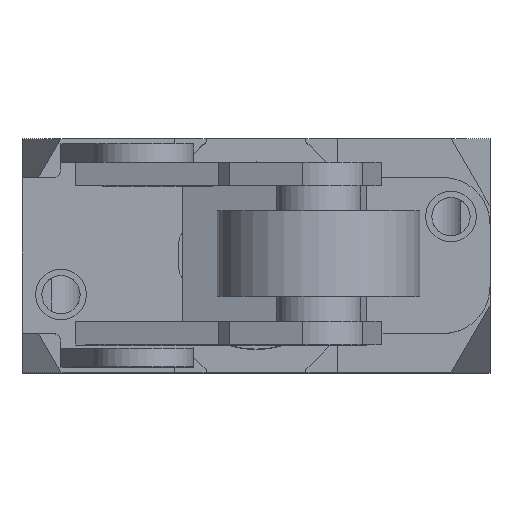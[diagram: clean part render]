
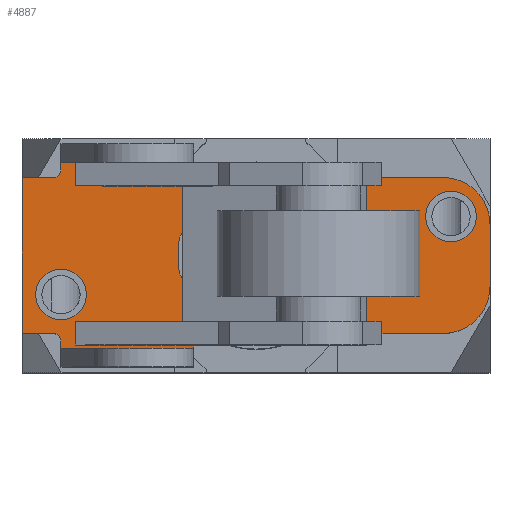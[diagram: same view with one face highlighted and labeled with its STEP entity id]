
A CAD part, top view. The second image highlights one B-rep face of the part: STEP entity #4887.
In plain terms, the highlighted planar face has unit normal (0, 0, 1).
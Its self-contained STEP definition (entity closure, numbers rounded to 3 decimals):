
#131=FACE_BOUND('',#784,.T.);
#132=FACE_BOUND('',#785,.T.);
#133=FACE_BOUND('',#786,.T.);
#482=FACE_OUTER_BOUND('',#783,.T.);
#783=EDGE_LOOP('',(#4041,#4042,#4043,#4044,#4045,#4046,#4047,#4048,#4049,
#4050,#4051,#4052,#4053,#4054,#4055,#4056));
#784=EDGE_LOOP('',(#4057));
#785=EDGE_LOOP('',(#4058));
#786=EDGE_LOOP('',(#4059,#4060,#4061,#4062,#4063,#4064,#4065,#4066));
#901=CIRCLE('',#5142,3.);
#913=CIRCLE('',#5157,3.);
#914=CIRCLE('',#5160,0.5);
#915=CIRCLE('',#5163,0.95);
#916=CIRCLE('',#5167,0.95);
#917=CIRCLE('',#5168,0.5);
#918=CIRCLE('',#5169,1.625);
#919=CIRCLE('',#5170,1.625);
#920=CIRCLE('',#5171,2.);
#921=CIRCLE('',#5172,2.);
#922=CIRCLE('',#5173,2.);
#923=CIRCLE('',#5174,2.);
#1284=LINE('',#8360,#1752);
#1302=LINE('',#8421,#1770);
#1307=LINE('',#8432,#1775);
#1310=LINE('',#8440,#1778);
#1311=LINE('',#8443,#1779);
#1313=LINE('',#8447,#1781);
#1314=LINE('',#8451,#1782);
#1315=LINE('',#8453,#1783);
#1316=LINE('',#8456,#1784);
#1317=LINE('',#8457,#1785);
#1318=LINE('',#8464,#1786);
#1319=LINE('',#8468,#1787);
#1320=LINE('',#8472,#1788);
#1321=LINE('',#8476,#1789);
#1752=VECTOR('',#5988,4.);
#1770=VECTOR('',#6036,2.);
#1775=VECTOR('',#6047,0.45);
#1778=VECTOR('',#6056,15.05);
#1779=VECTOR('',#6059,10.);
#1781=VECTOR('',#6063,15.05);
#1782=VECTOR('',#6066,8.5);
#1783=VECTOR('',#6067,0.45);
#1784=VECTOR('',#6070,2.);
#1785=VECTOR('',#6071,8.5);
#1786=VECTOR('',#6076,1.);
#1787=VECTOR('',#6079,4.);
#1788=VECTOR('',#6082,1.);
#1789=VECTOR('',#6085,4.);
#2214=VERTEX_POINT('',#8350);
#2215=VERTEX_POINT('',#8352);
#2217=VERTEX_POINT('',#8358);
#2243=VERTEX_POINT('',#8414);
#2244=VERTEX_POINT('',#8418);
#2245=VERTEX_POINT('',#8420);
#2246=VERTEX_POINT('',#8424);
#2248=VERTEX_POINT('',#8430);
#2249=VERTEX_POINT('',#8434);
#2250=VERTEX_POINT('',#8436);
#2251=VERTEX_POINT('',#8442);
#2252=VERTEX_POINT('',#8446);
#2253=VERTEX_POINT('',#8448);
#2254=VERTEX_POINT('',#8450);
#2255=VERTEX_POINT('',#8452);
#2256=VERTEX_POINT('',#8454);
#2257=VERTEX_POINT('',#8458);
#2258=VERTEX_POINT('',#8460);
#2259=VERTEX_POINT('',#8462);
#2260=VERTEX_POINT('',#8463);
#2261=VERTEX_POINT('',#8465);
#2262=VERTEX_POINT('',#8467);
#2263=VERTEX_POINT('',#8469);
#2264=VERTEX_POINT('',#8471);
#2265=VERTEX_POINT('',#8473);
#2266=VERTEX_POINT('',#8475);
#2822=EDGE_CURVE('',#2214,#2215,#901,.T.);
#2826=EDGE_CURVE('',#2217,#2214,#1284,.T.);
#2853=EDGE_CURVE('',#2243,#2217,#913,.T.);
#2856=EDGE_CURVE('',#2245,#2244,#1302,.T.);
#2859=EDGE_CURVE('',#2244,#2246,#914,.T.);
#2862=EDGE_CURVE('',#2246,#2248,#1307,.T.);
#2864=EDGE_CURVE('',#2250,#2249,#915,.T.);
#2866=EDGE_CURVE('',#2249,#2215,#1310,.T.);
#2867=EDGE_CURVE('',#2245,#2251,#1311,.T.);
#2869=EDGE_CURVE('',#2243,#2252,#1313,.T.);
#2870=EDGE_CURVE('',#2252,#2253,#916,.T.);
#2871=EDGE_CURVE('',#2253,#2254,#1314,.T.);
#2872=EDGE_CURVE('',#2254,#2255,#1315,.T.);
#2873=EDGE_CURVE('',#2255,#2256,#917,.T.);
#2874=EDGE_CURVE('',#2256,#2251,#1316,.T.);
#2875=EDGE_CURVE('',#2248,#2250,#1317,.T.);
#2876=EDGE_CURVE('',#2257,#2257,#918,.T.);
#2877=EDGE_CURVE('',#2258,#2258,#919,.T.);
#2878=EDGE_CURVE('',#2259,#2260,#1318,.T.);
#2879=EDGE_CURVE('',#2260,#2261,#920,.T.);
#2880=EDGE_CURVE('',#2261,#2262,#1319,.T.);
#2881=EDGE_CURVE('',#2262,#2263,#921,.T.);
#2882=EDGE_CURVE('',#2263,#2264,#1320,.T.);
#2883=EDGE_CURVE('',#2264,#2265,#922,.T.);
#2884=EDGE_CURVE('',#2265,#2266,#1321,.T.);
#2885=EDGE_CURVE('',#2266,#2259,#923,.T.);
#4041=ORIENTED_EDGE('',*,*,#2822,.F.);
#4042=ORIENTED_EDGE('',*,*,#2826,.F.);
#4043=ORIENTED_EDGE('',*,*,#2853,.F.);
#4044=ORIENTED_EDGE('',*,*,#2869,.T.);
#4045=ORIENTED_EDGE('',*,*,#2870,.T.);
#4046=ORIENTED_EDGE('',*,*,#2871,.T.);
#4047=ORIENTED_EDGE('',*,*,#2872,.T.);
#4048=ORIENTED_EDGE('',*,*,#2873,.T.);
#4049=ORIENTED_EDGE('',*,*,#2874,.T.);
#4050=ORIENTED_EDGE('',*,*,#2867,.F.);
#4051=ORIENTED_EDGE('',*,*,#2856,.T.);
#4052=ORIENTED_EDGE('',*,*,#2859,.T.);
#4053=ORIENTED_EDGE('',*,*,#2862,.T.);
#4054=ORIENTED_EDGE('',*,*,#2875,.T.);
#4055=ORIENTED_EDGE('',*,*,#2864,.T.);
#4056=ORIENTED_EDGE('',*,*,#2866,.T.);
#4057=ORIENTED_EDGE('',*,*,#2876,.T.);
#4058=ORIENTED_EDGE('',*,*,#2877,.T.);
#4059=ORIENTED_EDGE('',*,*,#2878,.T.);
#4060=ORIENTED_EDGE('',*,*,#2879,.T.);
#4061=ORIENTED_EDGE('',*,*,#2880,.T.);
#4062=ORIENTED_EDGE('',*,*,#2881,.T.);
#4063=ORIENTED_EDGE('',*,*,#2882,.T.);
#4064=ORIENTED_EDGE('',*,*,#2883,.T.);
#4065=ORIENTED_EDGE('',*,*,#2884,.T.);
#4066=ORIENTED_EDGE('',*,*,#2885,.T.);
#4448=PLANE('',#5166);
#4887=ADVANCED_FACE('',(#482,#131,#132,#133),#4448,.T.);
#5142=AXIS2_PLACEMENT_3D('',#8353,#5981,#5982);
#5157=AXIS2_PLACEMENT_3D('',#8415,#6030,#6031);
#5160=AXIS2_PLACEMENT_3D('',#8426,#6041,#6042);
#5163=AXIS2_PLACEMENT_3D('',#8437,#6051,#6052);
#5166=AXIS2_PLACEMENT_3D('',#8445,#6061,#6062);
#5167=AXIS2_PLACEMENT_3D('',#8449,#6064,#6065);
#5168=AXIS2_PLACEMENT_3D('',#8455,#6068,#6069);
#5169=AXIS2_PLACEMENT_3D('',#8459,#6072,#6073);
#5170=AXIS2_PLACEMENT_3D('',#8461,#6074,#6075);
#5171=AXIS2_PLACEMENT_3D('',#8466,#6077,#6078);
#5172=AXIS2_PLACEMENT_3D('',#8470,#6080,#6081);
#5173=AXIS2_PLACEMENT_3D('',#8474,#6083,#6084);
#5174=AXIS2_PLACEMENT_3D('',#8477,#6086,#6087);
#5981=DIRECTION('center_axis',(0.,0.,-1.));
#5982=DIRECTION('ref_axis',(-0.707,0.707,0.));
#5988=DIRECTION('',(0.,1.,0.));
#6030=DIRECTION('center_axis',(0.,0.,-1.));
#6031=DIRECTION('ref_axis',(-0.707,-0.707,0.));
#6036=DIRECTION('',(-1.,0.,0.));
#6041=DIRECTION('center_axis',(0.,0.,-1.));
#6042=DIRECTION('ref_axis',(0.,-1.,0.));
#6047=DIRECTION('',(0.,1.,0.));
#6051=DIRECTION('center_axis',(0.,0.,-1.));
#6052=DIRECTION('ref_axis',(1.,0.,0.));
#6056=DIRECTION('',(-1.,0.,0.));
#6059=DIRECTION('',(0.,-1.,0.));
#6061=DIRECTION('center_axis',(0.,0.,1.));
#6062=DIRECTION('ref_axis',(1.,0.,0.));
#6063=DIRECTION('',(1.,0.,0.));
#6064=DIRECTION('center_axis',(0.,0.,-1.));
#6065=DIRECTION('ref_axis',(1.,0.,0.));
#6066=DIRECTION('',(1.,0.,0.));
#6067=DIRECTION('',(0.,1.,0.));
#6068=DIRECTION('center_axis',(0.,0.,-1.));
#6069=DIRECTION('ref_axis',(0.,1.,0.));
#6070=DIRECTION('',(1.,0.,0.));
#6071=DIRECTION('',(-1.,0.,0.));
#6072=DIRECTION('center_axis',(0.,0.,-1.));
#6073=DIRECTION('ref_axis',(1.,0.,0.));
#6074=DIRECTION('center_axis',(0.,0.,-1.));
#6075=DIRECTION('ref_axis',(1.,0.,0.));
#6076=DIRECTION('',(0.,-1.,0.));
#6077=DIRECTION('center_axis',(0.,0.,-1.));
#6078=DIRECTION('ref_axis',(0.,1.,0.));
#6079=DIRECTION('',(-1.,0.,0.));
#6080=DIRECTION('center_axis',(0.,0.,-1.));
#6081=DIRECTION('ref_axis',(1.,0.,0.));
#6082=DIRECTION('',(0.,1.,0.));
#6083=DIRECTION('center_axis',(0.,0.,-1.));
#6084=DIRECTION('ref_axis',(0.,-1.,0.));
#6085=DIRECTION('',(1.,0.,0.));
#6086=DIRECTION('center_axis',(0.,0.,-1.));
#6087=DIRECTION('ref_axis',(-1.,0.,0.));
#8350=CARTESIAN_POINT('',(-15.,2.,1.2));
#8352=CARTESIAN_POINT('',(-12.,5.,1.2));
#8353=CARTESIAN_POINT('Origin',(-12.,2.,1.2));
#8358=CARTESIAN_POINT('',(-15.,-2.,1.2));
#8360=CARTESIAN_POINT('',(-15.,7.15,1.2));
#8414=CARTESIAN_POINT('',(-12.,-5.,1.2));
#8415=CARTESIAN_POINT('Origin',(-12.,-2.,1.2));
#8418=CARTESIAN_POINT('',(13.,5.,1.2));
#8420=CARTESIAN_POINT('',(15.,5.,1.2));
#8421=CARTESIAN_POINT('',(7.5,5.,1.2));
#8424=CARTESIAN_POINT('',(12.5,5.5,1.2));
#8426=CARTESIAN_POINT('Origin',(13.,5.5,1.2));
#8430=CARTESIAN_POINT('',(12.5,5.95,1.2));
#8432=CARTESIAN_POINT('',(12.5,2.75,1.2));
#8434=CARTESIAN_POINT('',(3.05,5.,1.2));
#8436=CARTESIAN_POINT('',(4.,5.95,1.2));
#8437=CARTESIAN_POINT('Origin',(3.05,5.95,1.2));
#8440=CARTESIAN_POINT('',(1.525,5.,1.2));
#8442=CARTESIAN_POINT('',(15.,-5.,1.2));
#8443=CARTESIAN_POINT('',(15.,-7.15,1.2));
#8445=CARTESIAN_POINT('Origin',(0.,0.,
1.2));
#8446=CARTESIAN_POINT('',(3.05,-5.,1.2));
#8447=CARTESIAN_POINT('',(1.525,-5.,1.2));
#8448=CARTESIAN_POINT('',(4.,-5.95,1.2));
#8449=CARTESIAN_POINT('Origin',(3.05,-5.95,1.2));
#8450=CARTESIAN_POINT('',(12.5,-5.95,1.2));
#8451=CARTESIAN_POINT('',(3.895,-5.95,1.2));
#8452=CARTESIAN_POINT('',(12.5,-5.5,1.2));
#8453=CARTESIAN_POINT('',(12.5,-2.75,1.2));
#8454=CARTESIAN_POINT('',(13.,-5.,1.2));
#8455=CARTESIAN_POINT('Origin',(13.,-5.5,1.2));
#8456=CARTESIAN_POINT('',(7.5,-5.,1.2));
#8457=CARTESIAN_POINT('',(3.895,5.95,1.2));
#8458=CARTESIAN_POINT('',(-10.875,-2.5,1.2));
#8459=CARTESIAN_POINT('Origin',(-12.5,-2.5,1.2));
#8460=CARTESIAN_POINT('',(14.125,2.5,1.2));
#8461=CARTESIAN_POINT('Origin',(12.5,2.5,1.2));
#8462=CARTESIAN_POINT('',(5.,0.5,1.2));
#8463=CARTESIAN_POINT('',(5.,-0.5,1.2));
#8464=CARTESIAN_POINT('',(5.,-0.25,1.2));
#8465=CARTESIAN_POINT('',(3.,-2.5,1.2));
#8466=CARTESIAN_POINT('Origin',(3.,-0.5,1.2));
#8467=CARTESIAN_POINT('',(-1.,-2.5,1.2));
#8468=CARTESIAN_POINT('',(-0.5,-2.5,1.2));
#8469=CARTESIAN_POINT('',(-3.,-0.5,1.2));
#8470=CARTESIAN_POINT('Origin',(-1.,-0.5,1.2));
#8471=CARTESIAN_POINT('',(-3.,0.5,1.2));
#8472=CARTESIAN_POINT('',(-3.,0.25,1.2));
#8473=CARTESIAN_POINT('',(-1.,2.5,1.2));
#8474=CARTESIAN_POINT('Origin',(-1.,0.5,1.2));
#8475=CARTESIAN_POINT('',(3.,2.5,1.2));
#8476=CARTESIAN_POINT('',(1.5,2.5,1.2));
#8477=CARTESIAN_POINT('Origin',(3.,0.5,1.2));
